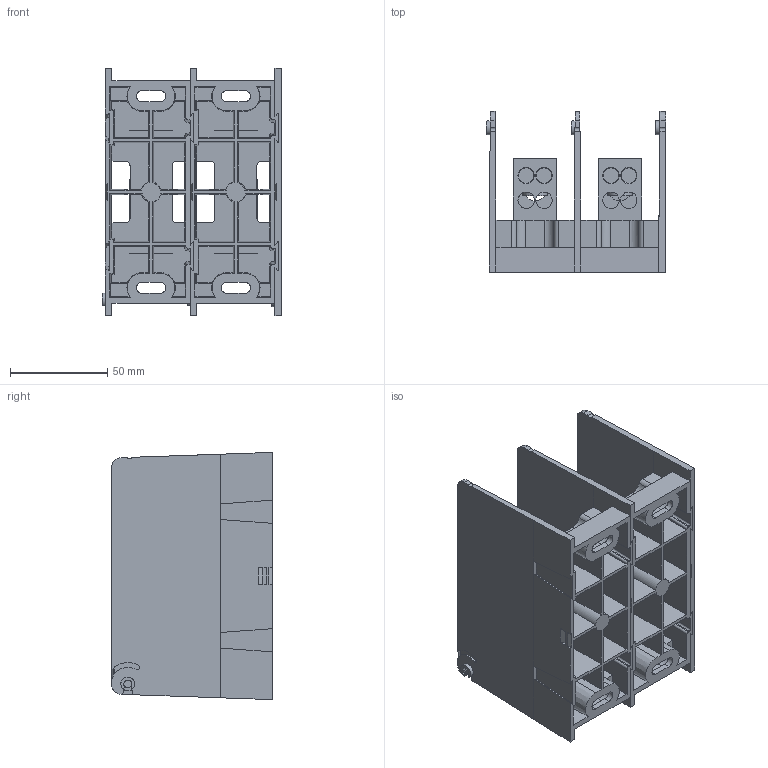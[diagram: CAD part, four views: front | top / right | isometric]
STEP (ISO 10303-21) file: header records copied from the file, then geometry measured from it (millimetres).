
FILE_DESCRIPTION (( 'STEP AP214' ), '1' );
FILE_NAME ('701911rev-2P.STEP', '2014-02-18T12:29:53', ( '' ), ( '' ), 'SwSTEP 2.0', 'SolidWorks 2013', '' );
FILE_SCHEMA (( 'AUTOMOTIVE_DESIGN' ));
Length unit declared in the file: inch
Products named in the file (1): 701911rev-2P
Bounding box: 92.16 x 82.55 x 127.01 mm (x, y, z)
Surface area: 118577.2 mm2 (no closed solid volume)
Topology: 0 solids, 19 shells, 412 faces, 1436 edges, 1023 vertices
Faces by surface type: plane 282, cylinder 100, cone 29, bspline 1
Full cylindrical faces by diameter (mm): 4.064 x1, 6.909 x4, 7.112 x1, 12.7 x2
Entity records: 24794 total; most frequent: CARTESIAN_POINT 7990, ORIENTED_EDGE 2295, DIRECTION 2138, EDGE_CURVE 1408, VERTEX_POINT 1016, LINE 1006, VECTOR 1006, AXIS2_PLACEMENT_3D 566
